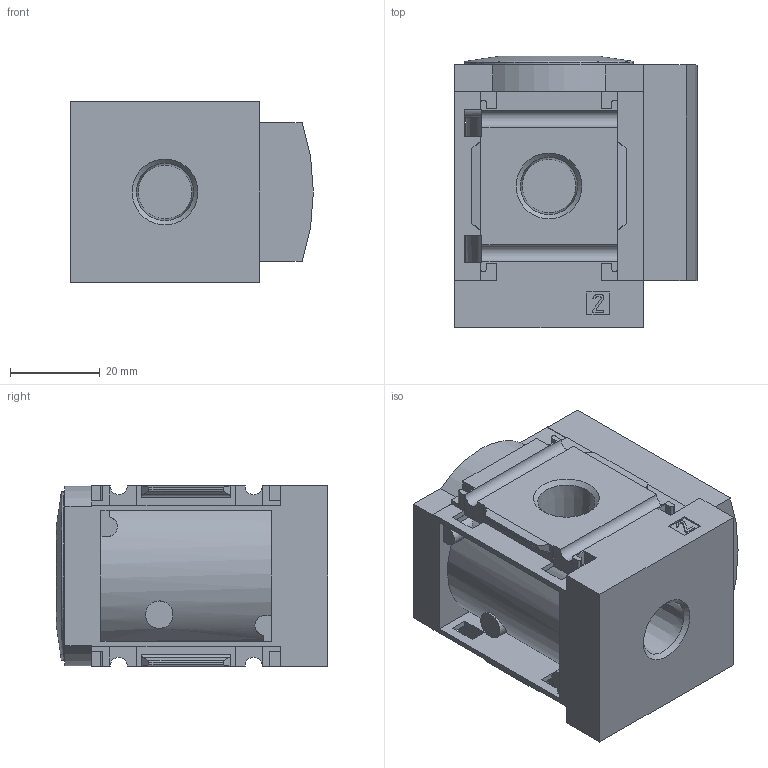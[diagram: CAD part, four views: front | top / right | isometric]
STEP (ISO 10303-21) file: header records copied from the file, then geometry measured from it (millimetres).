
FILE_DESCRIPTION(/* description */ ('STEP AP214'),/* implementation_level */ '2;1');
FILE_NAME(/* name */ '536981_MS4N-FRM-1_4-I-Z',/* time_stamp */ '2024-09-09T20:22:49+02:00',/* author */ ('License CC BY-ND 4.0'),/* organization */ ('CADENAS'),/* preprocessor_version */ 'ST-DEVELOPER v19.3',/* originating_system */ 'PARTsolutions',/* authorisation */ ' ');
FILE_SCHEMA (('AUTOMOTIVE_DESIGN {1 0 10303 214 3 1 1}'));
Length unit declared in the file: millimetre
Products named in the file (2): 536981 MS4N-FRM-1/4-I-Z; 527704 MS4N-FRM-1/4-Z-0D
Assembly tree (1 placements, depth 2):
  536981 MS4N-FRM-1/4-I-Z
    527704 MS4N-FRM-1/4-Z-0D
Bounding box: 54 x 60.4 x 40.2 mm (x, y, z)
Volume: 98615.3 mm3; surface area: 18654.8 mm2
Topology: 1 solids, 1 shells, 217 faces, 605 edges, 399 vertices
Faces by surface type: plane 162, cylinder 43, cone 8, torus 3, sphere 1
Full cylindrical faces by diameter (mm): 6.1 x1, 22 x1, 22.2 x1, 37.6 x1
Entity records: 6867 total; most frequent: CARTESIAN_POINT 1228, ORIENTED_EDGE 1170, DIRECTION 1120, EDGE_CURVE 585, LINE 482, VECTOR 482, VERTEX_POINT 395, AXIS2_PLACEMENT_3D 319
